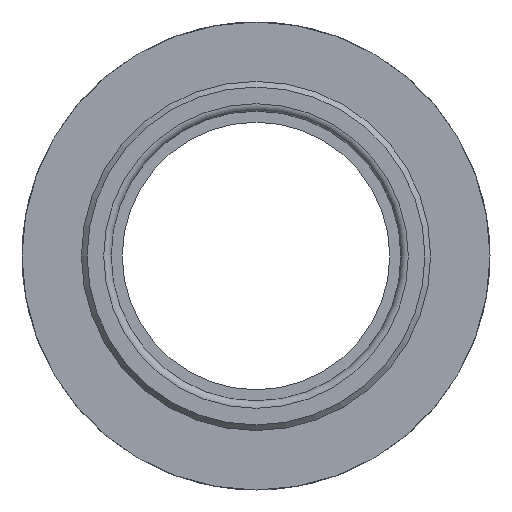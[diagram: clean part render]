
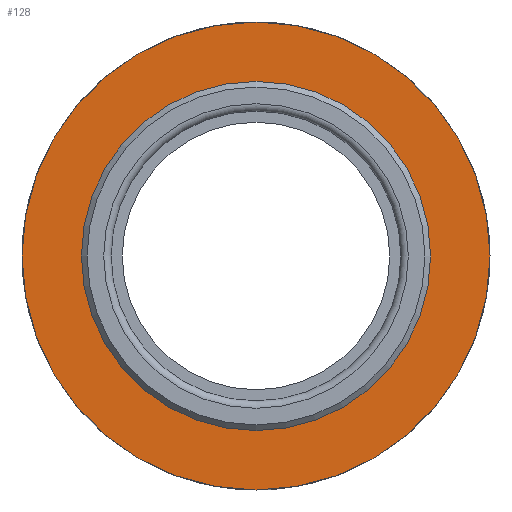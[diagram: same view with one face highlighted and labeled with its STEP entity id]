
A CAD part, left-side view. The second image highlights one B-rep face of the part: STEP entity #128.
In plain terms, the highlighted planar face has unit normal (-1, 0, 0).
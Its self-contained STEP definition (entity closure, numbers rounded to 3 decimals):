
#128 = ADVANCED_FACE( '', ( #302, #303 ), #304, .F. );
#302 = FACE_OUTER_BOUND( '', #530, .T. );
#303 = FACE_BOUND( '', #531, .T. );
#304 = PLANE( '', #532 );
#530 = EDGE_LOOP( '', ( #1029 ) );
#531 = EDGE_LOOP( '', ( #1030 ) );
#532 = AXIS2_PLACEMENT_3D( '', #1031, #1032, #1033 );
#1029 = ORIENTED_EDGE( '', *, *, #1568, .F. );
#1030 = ORIENTED_EDGE( '', *, *, #1567, .T. );
#1031 = CARTESIAN_POINT( '', ( 17., 23.25, 0. ) );
#1032 = DIRECTION( '', ( 1., 0., 0. ) );
#1033 = DIRECTION( '', ( 0., 0., -1. ) );
#1567 = EDGE_CURVE( '', #1926, #1926, #1927, .T. );
#1568 = EDGE_CURVE( '', #1928, #1928, #1929, .T. );
#1926 = VERTEX_POINT( '', #2745 );
#1927 = CIRCLE( '', #2746, 23.25 );
#1928 = VERTEX_POINT( '', #2747 );
#1929 = CIRCLE( '', #2748, 31.5 );
#2745 = CARTESIAN_POINT( '', ( 17., 0., -23.25 ) );
#2746 = AXIS2_PLACEMENT_3D( '', #3268, #3269, #3270 );
#2747 = CARTESIAN_POINT( '', ( 17., 0., -31.5 ) );
#2748 = AXIS2_PLACEMENT_3D( '', #3271, #3272, #3273 );
#3268 = CARTESIAN_POINT( '', ( 17., 0., 0. ) );
#3269 = DIRECTION( '', ( 1., 0., 0. ) );
#3270 = DIRECTION( '', ( 0., 0., -1. ) );
#3271 = CARTESIAN_POINT( '', ( 17., 0., 0. ) );
#3272 = DIRECTION( '', ( 1., 0., 0. ) );
#3273 = DIRECTION( '', ( 0., 0., -1. ) );
